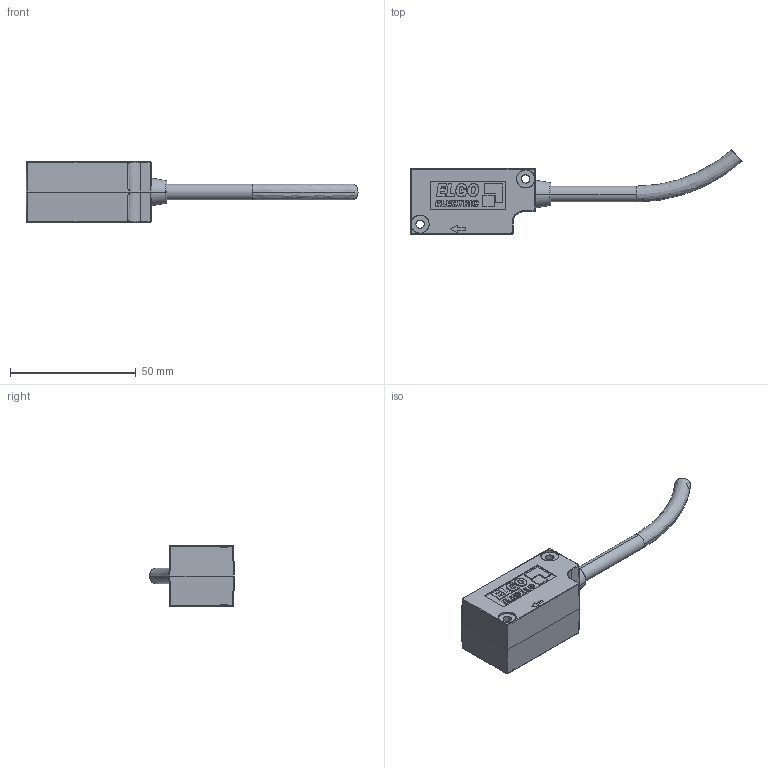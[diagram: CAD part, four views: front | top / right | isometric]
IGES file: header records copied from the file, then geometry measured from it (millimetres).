
Start section: SolidWorks IGES file using analytic representation for surfaces
Global section: file name: 161000080_Sensorghäuse_EMIX3_LMIX3.IGS; native system: SolidWorks 2009; preprocessor: SolidWorks 2009; author: Admin; date: 150220.182809; units: millimetre
Bounding box: 132.1 x 33.63 x 24 mm (x, y, z)
Surface area: 11162.1 mm2 (no closed solid volume)
Topology: 0 solids, 0 shells, 479 faces, 5268 edges, 5268 vertices
Faces by surface type: bspline 410, revolution 69
